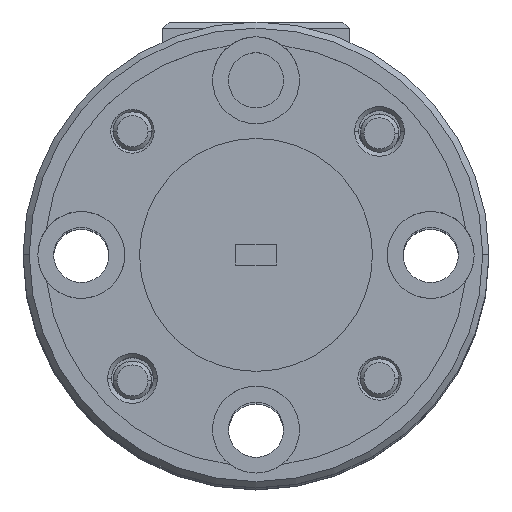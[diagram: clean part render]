
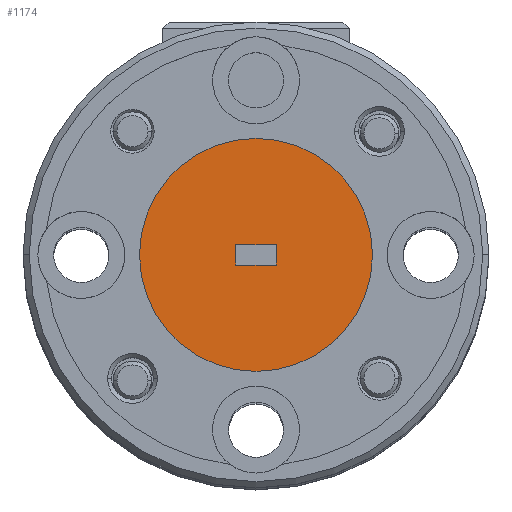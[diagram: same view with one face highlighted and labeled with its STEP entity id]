
A CAD part, top view. The second image highlights one B-rep face of the part: STEP entity #1174.
In plain terms, the highlighted planar face has unit normal (0, 0, 1).
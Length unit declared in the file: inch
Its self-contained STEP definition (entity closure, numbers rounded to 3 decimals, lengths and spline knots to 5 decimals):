
#398 = CARTESIAN_POINT ( 'NONE',  ( 0., 0., 1. ) ) ;
#505 = DIRECTION ( 'NONE',  ( 0., -1., 0. ) ) ;
#536 = CARTESIAN_POINT ( 'NONE',  ( -0.1875, 0., 1. ) ) ;
#661 = CARTESIAN_POINT ( 'NONE',  ( -0.0325, 0.01625, 1. ) ) ;
#872 = EDGE_CURVE ( 'NONE', #1770, #4959, #1176, .T. ) ;
#934 = DIRECTION ( 'NONE',  ( 0., 0., 1. ) ) ;
#1068 = VECTOR ( 'NONE', #3015, 39.37008 ) ;
#1174 = ADVANCED_FACE ( 'NONE', ( #4374, #6834 ), #7489, .T. ) ;
#1176 = LINE ( 'NONE', #5800, #4147 ) ;
#1200 = CARTESIAN_POINT ( 'NONE',  ( -0.0325, 0.01625, 1. ) ) ;
#1279 = VECTOR ( 'NONE', #4077, 39.37008 ) ;
#1294 = AXIS2_PLACEMENT_3D ( 'NONE', #7403, #2108, #4983 ) ;
#1312 = CARTESIAN_POINT ( 'NONE',  ( 0.0325, 0.01625, 1. ) ) ;
#1349 = CARTESIAN_POINT ( 'NONE',  ( 0.0325, -0.01625, 1. ) ) ;
#1468 = CARTESIAN_POINT ( 'NONE',  ( 0., 0., 1. ) ) ;
#1560 = EDGE_CURVE ( 'NONE', #5700, #4666, #7096, .T. ) ;
#1762 = EDGE_LOOP ( 'NONE', ( #2813, #5971, #2393, #3904 ) ) ;
#1770 = VERTEX_POINT ( 'NONE', #1200 ) ;
#1809 = AXIS2_PLACEMENT_3D ( 'NONE', #1468, #934, #6721 ) ;
#1846 = ORIENTED_EDGE ( 'NONE', *, *, #1560, .T. ) ;
#1889 = AXIS2_PLACEMENT_3D ( 'NONE', #398, #3409, #2825 ) ;
#2108 = DIRECTION ( 'NONE',  ( 0., 0., 1. ) ) ;
#2393 = ORIENTED_EDGE ( 'NONE', *, *, #4840, .F. ) ;
#2464 = LINE ( 'NONE', #1312, #6363 ) ;
#2813 = ORIENTED_EDGE ( 'NONE', *, *, #5816, .F. ) ;
#2825 = DIRECTION ( 'NONE',  ( 1., 0., 0. ) ) ;
#2899 = ORIENTED_EDGE ( 'NONE', *, *, #4791, .T. ) ;
#2996 = CARTESIAN_POINT ( 'NONE',  ( -0.0325, -0.01625, 1. ) ) ;
#3015 = DIRECTION ( 'NONE',  ( -1., 0., 0. ) ) ;
#3409 = DIRECTION ( 'NONE',  ( 0., 0., 1. ) ) ;
#3581 = VERTEX_POINT ( 'NONE', #4986 ) ;
#3904 = ORIENTED_EDGE ( 'NONE', *, *, #872, .F. ) ;
#3952 = CARTESIAN_POINT ( 'NONE',  ( -0.0325, -0.01625, 1. ) ) ;
#4077 = DIRECTION ( 'NONE',  ( 1., 0., 0. ) ) ;
#4147 = VECTOR ( 'NONE', #505, 39.37008 ) ;
#4374 = FACE_BOUND ( 'NONE', #1762, .T. ) ;
#4666 = VERTEX_POINT ( 'NONE', #7429 ) ;
#4791 = EDGE_CURVE ( 'NONE', #4666, #5700, #6582, .T. ) ;
#4831 = DIRECTION ( 'NONE',  ( 0., 1., 0. ) ) ;
#4840 = EDGE_CURVE ( 'NONE', #4959, #6807, #5851, .T. ) ;
#4959 = VERTEX_POINT ( 'NONE', #2996 ) ;
#4983 = DIRECTION ( 'NONE',  ( 1., 0., 0. ) ) ;
#4986 = CARTESIAN_POINT ( 'NONE',  ( 0.0325, 0.01625, 1. ) ) ;
#5700 = VERTEX_POINT ( 'NONE', #536 ) ;
#5800 = CARTESIAN_POINT ( 'NONE',  ( -0.0325, 0.01625, 1. ) ) ;
#5816 = EDGE_CURVE ( 'NONE', #3581, #1770, #5951, .T. ) ;
#5851 = LINE ( 'NONE', #3952, #1279 ) ;
#5951 = LINE ( 'NONE', #661, #1068 ) ;
#5971 = ORIENTED_EDGE ( 'NONE', *, *, #6714, .F. ) ;
#6363 = VECTOR ( 'NONE', #4831, 39.37008 ) ;
#6582 = CIRCLE ( 'NONE', #1889, 0.1875 ) ;
#6624 = EDGE_LOOP ( 'NONE', ( #2899, #1846 ) ) ;
#6714 = EDGE_CURVE ( 'NONE', #6807, #3581, #2464, .T. ) ;
#6721 = DIRECTION ( 'NONE',  ( 1., 0., 0. ) ) ;
#6807 = VERTEX_POINT ( 'NONE', #1349 ) ;
#6834 = FACE_OUTER_BOUND ( 'NONE', #6624, .T. ) ;
#7096 = CIRCLE ( 'NONE', #1294, 0.1875 ) ;
#7403 = CARTESIAN_POINT ( 'NONE',  ( 0., 0., 1. ) ) ;
#7429 = CARTESIAN_POINT ( 'NONE',  ( 0.1875, 0., 1. ) ) ;
#7489 = PLANE ( 'NONE',  #1809 ) ;
